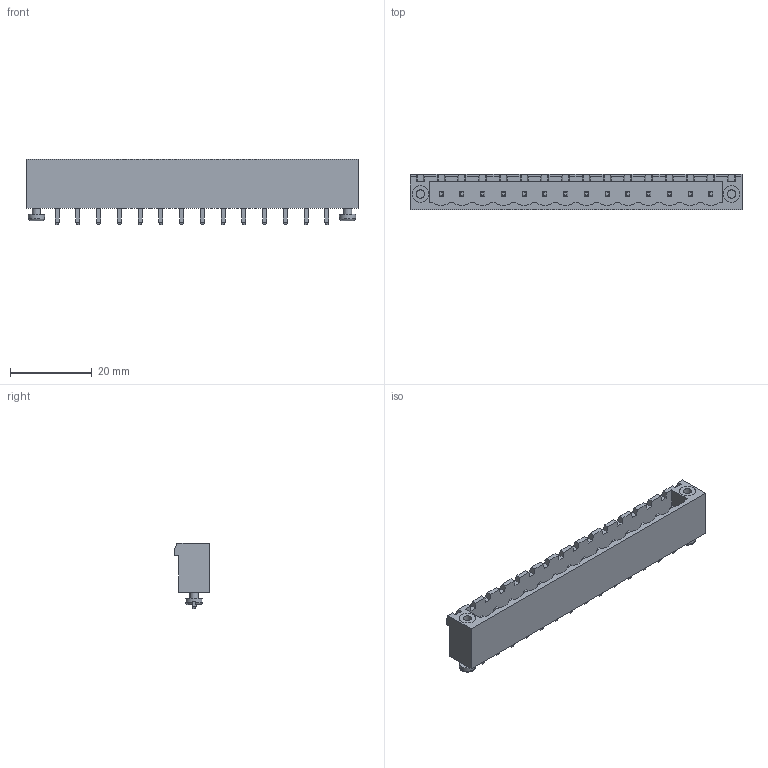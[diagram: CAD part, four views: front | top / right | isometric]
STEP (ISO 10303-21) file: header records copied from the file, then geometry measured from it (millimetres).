
FILE_DESCRIPTION(/* description */ ('model of PhoenixContact_MSTBV-GF_14x5.08mm_Vertical_ThreadedFlange_MountHole.'),/* implementation_level */ FILE_NAME(/* name */ 'PhoenixContact_MSTBV-GF_14x5.08mm_Vertical_ThreadedFlange_MountHole..stp',/* time_stamp */ '2017-02-27T15:25:25',/* author */ ('Rene Poeschl',''),/* organization */ (''),/* preprocessor_version */ '',/* originating_system */ '',/* authorisation */ '');
FILE_NAME(/* name */ 'PhoenixContact_MSTBV-GF_14x5.08mm_Vertical_ThreadedFlange_MountHole..stp',/* time_stamp */ '2017-02-27T15:25:25',/* author */ ('Rene Poeschl',''),/* organization */ (''),/* preprocessor_version */ '',/* originating_system */ '',/* authorisation */ '');
FILE_SCHEMA(('AUTOMOTIVE_DESIGN_CC2 { 1 2 10303 214 -1 1 5 4 }'));
Length unit declared in the file: millimetre
Products named in the file (1): MSTBV_01x14_GF_5_08mm_MH
Bounding box: 81.28 x 8.6 x 16 mm (x, y, z)
Volume: 4298 mm3; surface area: 5549.7 mm2
Topology: 1 solids, 1 shells, 399 faces, 943 edges, 582 vertices
Faces by surface type: plane 375, cylinder 20, torus 4
Full cylindrical faces by diameter (mm): 2 x4, 4 x2
Entity records: 28249 total; most frequent: CARTESIAN_POINT 6599, DIRECTION 3343, LINE 2391, VECTOR 2391, ORIENTED_EDGE 1886, PCURVE 1886, DEFINITIONAL_REPRESENTATION 1886, EDGE_CURVE 943
